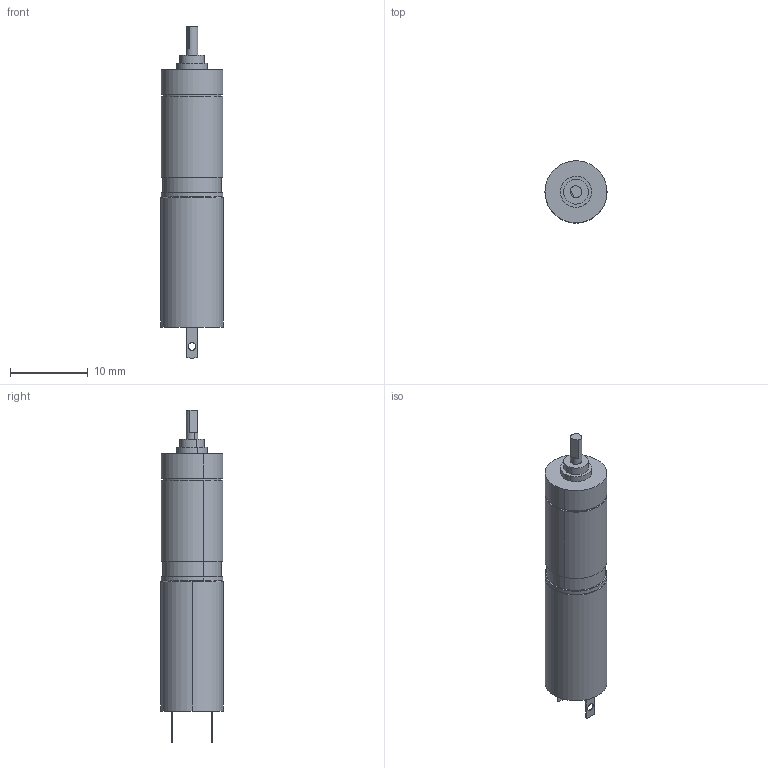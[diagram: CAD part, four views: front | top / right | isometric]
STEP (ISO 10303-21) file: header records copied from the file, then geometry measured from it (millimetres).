
FILE_DESCRIPTION (( 'STEP AP203' ), '1' );
FILE_NAME ('DCU08017+PG08C-0256.STEP', '2020-05-13T08:12:23', ( 'Sky123.Org' ), ( 'Sky123.Org' ), 'SwSTEP 2.0', 'SolidWorks 2014', '' );
FILE_SCHEMA (( 'CONFIG_CONTROL_DESIGN' ));
Length unit declared in the file: millimetre
Products named in the file (1): DCU08017+PG08C-0256
Bounding box: 8 x 8 x 42.83 mm (x, y, z)
Surface area: 1066.2 mm2 (no closed solid volume)
Topology: 0 solids, 4 shells, 70 faces, 166 edges, 110 vertices
Faces by surface type: cylinder 34, plane 34, cone 2
Entity records: 2114 total; most frequent: DIRECTION 380, CARTESIAN_POINT 347, ORIENTED_EDGE 314, EDGE_CURVE 166, AXIS2_PLACEMENT_3D 143, VERTEX_POINT 110, LINE 94, VECTOR 94
